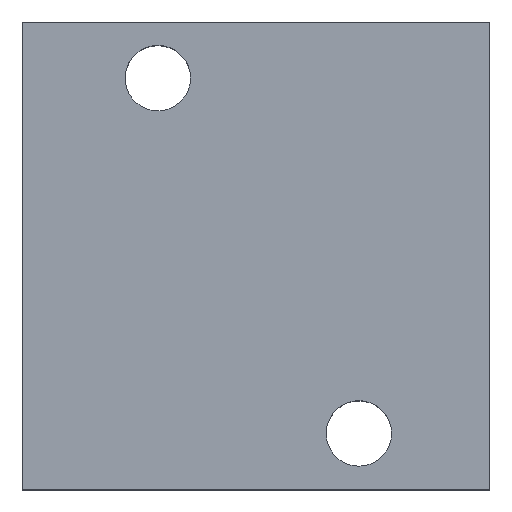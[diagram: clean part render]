
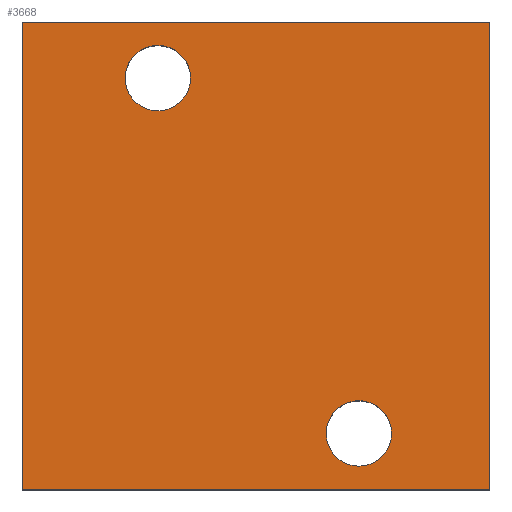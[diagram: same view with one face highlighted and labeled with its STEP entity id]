
A CAD part, top view. The second image highlights one B-rep face of the part: STEP entity #3668.
In plain terms, the highlighted planar face has unit normal (0, 0, 1).
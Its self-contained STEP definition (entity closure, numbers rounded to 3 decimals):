
#1 = DIRECTION ( 'NONE',  ( 1., 0., 0. ) ) ;
#46 = DIRECTION ( 'NONE',  ( 0., 0., -1. ) ) ;
#211 = ORIENTED_EDGE ( 'NONE', *, *, #3938, .T. ) ;
#384 = CARTESIAN_POINT ( 'NONE',  ( -25., -25., 30. ) ) ;
#397 = CARTESIAN_POINT ( 'NONE',  ( 25., 25., 30. ) ) ;
#441 = VERTEX_POINT ( 'NONE', #2237 ) ;
#559 = LINE ( 'NONE', #1408, #2972 ) ;
#565 = EDGE_CURVE ( 'NONE', #5005, #2640, #3194, .T. ) ;
#601 = VECTOR ( 'NONE', #1, 1000. ) ;
#664 = ORIENTED_EDGE ( 'NONE', *, *, #2689, .T. ) ;
#722 = DIRECTION ( 'NONE',  ( -1., 0., 0. ) ) ;
#728 = CARTESIAN_POINT ( 'NONE',  ( -10.5, 19., 30. ) ) ;
#773 = DIRECTION ( 'NONE',  ( 0., 0., -1. ) ) ;
#780 = FACE_BOUND ( 'NONE', #4139, .T. ) ;
#858 = CARTESIAN_POINT ( 'NONE',  ( 0., 0., 30. ) ) ;
#971 = DIRECTION ( 'NONE',  ( -1., 0., 0. ) ) ;
#1186 = DIRECTION ( 'NONE',  ( -1., 0., 0. ) ) ;
#1205 = CARTESIAN_POINT ( 'NONE',  ( 25., -25., 30. ) ) ;
#1281 = EDGE_CURVE ( 'NONE', #2913, #4162, #2741, .T. ) ;
#1401 = CARTESIAN_POINT ( 'NONE',  ( 14.5, -19., 30. ) ) ;
#1408 = CARTESIAN_POINT ( 'NONE',  ( 25., -25., 30. ) ) ;
#1460 = DIRECTION ( 'NONE',  ( 0., 1., 0. ) ) ;
#1631 = AXIS2_PLACEMENT_3D ( 'NONE', #858, #773, #2543 ) ;
#1648 = LINE ( 'NONE', #5143, #3669 ) ;
#1679 = DIRECTION ( 'NONE',  ( -1., 0., 0. ) ) ;
#1720 = ORIENTED_EDGE ( 'NONE', *, *, #5002, .T. ) ;
#1752 = LINE ( 'NONE', #4656, #3949 ) ;
#1948 = CARTESIAN_POINT ( 'NONE',  ( 11., -19., 30. ) ) ;
#1957 = FACE_OUTER_BOUND ( 'NONE', #4748, .T. ) ;
#1973 = DIRECTION ( 'NONE',  ( 0., -1., 0. ) ) ;
#1997 = AXIS2_PLACEMENT_3D ( 'NONE', #4336, #2132, #1679 ) ;
#2132 = DIRECTION ( 'NONE',  ( 0., 0., -1. ) ) ;
#2236 = AXIS2_PLACEMENT_3D ( 'NONE', #1948, #2847, #971 ) ;
#2237 = CARTESIAN_POINT ( 'NONE',  ( -25., 25., 30. ) ) ;
#2388 = ORIENTED_EDGE ( 'NONE', *, *, #565, .T. ) ;
#2543 = DIRECTION ( 'NONE',  ( -1., 0., 0. ) ) ;
#2572 = CIRCLE ( 'NONE', #4916, 3.5 ) ;
#2640 = VERTEX_POINT ( 'NONE', #3456 ) ;
#2658 = FACE_BOUND ( 'NONE', #4566, .T. ) ;
#2689 = EDGE_CURVE ( 'NONE', #4162, #4725, #559, .T. ) ;
#2741 = LINE ( 'NONE', #3834, #601 ) ;
#2847 = DIRECTION ( 'NONE',  ( 0., 0., -1. ) ) ;
#2913 = VERTEX_POINT ( 'NONE', #384 ) ;
#2972 = VECTOR ( 'NONE', #1460, 1000. ) ;
#3020 = VERTEX_POINT ( 'NONE', #1401 ) ;
#3051 = EDGE_CURVE ( 'NONE', #3020, #4784, #2572, .T. ) ;
#3194 = CIRCLE ( 'NONE', #4527, 3.5 ) ;
#3456 = CARTESIAN_POINT ( 'NONE',  ( -7., 19., 30. ) ) ;
#3531 = PLANE ( 'NONE',  #1631 ) ;
#3534 = CIRCLE ( 'NONE', #2236, 3.5 ) ;
#3600 = DIRECTION ( 'NONE',  ( 0., 0., -1. ) ) ;
#3668 = ADVANCED_FACE ( 'NONE', ( #780, #2658, #1957 ), #3531, .F. ) ;
#3669 = VECTOR ( 'NONE', #4960, 1000. ) ;
#3834 = CARTESIAN_POINT ( 'NONE',  ( -25., -25., 30. ) ) ;
#3916 = EDGE_CURVE ( 'NONE', #4725, #441, #1648, .T. ) ;
#3920 = CARTESIAN_POINT ( 'NONE',  ( 7.5, -19., 30. ) ) ;
#3938 = EDGE_CURVE ( 'NONE', #4784, #3020, #3534, .T. ) ;
#3949 = VECTOR ( 'NONE', #1973, 1000. ) ;
#4139 = EDGE_LOOP ( 'NONE', ( #211, #4701 ) ) ;
#4141 = EDGE_CURVE ( 'NONE', #2640, #5005, #4347, .T. ) ;
#4162 = VERTEX_POINT ( 'NONE', #1205 ) ;
#4199 = ORIENTED_EDGE ( 'NONE', *, *, #1281, .T. ) ;
#4286 = ORIENTED_EDGE ( 'NONE', *, *, #3916, .T. ) ;
#4336 = CARTESIAN_POINT ( 'NONE',  ( -10.5, 19., 30. ) ) ;
#4347 = CIRCLE ( 'NONE', #1997, 3.5 ) ;
#4363 = CARTESIAN_POINT ( 'NONE',  ( 11., -19., 30. ) ) ;
#4527 = AXIS2_PLACEMENT_3D ( 'NONE', #728, #3600, #1186 ) ;
#4566 = EDGE_LOOP ( 'NONE', ( #2388, #4670 ) ) ;
#4573 = CARTESIAN_POINT ( 'NONE',  ( -14., 19., 30. ) ) ;
#4656 = CARTESIAN_POINT ( 'NONE',  ( -25., -25., 30. ) ) ;
#4670 = ORIENTED_EDGE ( 'NONE', *, *, #4141, .T. ) ;
#4701 = ORIENTED_EDGE ( 'NONE', *, *, #3051, .T. ) ;
#4725 = VERTEX_POINT ( 'NONE', #397 ) ;
#4748 = EDGE_LOOP ( 'NONE', ( #664, #4286, #1720, #4199 ) ) ;
#4784 = VERTEX_POINT ( 'NONE', #3920 ) ;
#4916 = AXIS2_PLACEMENT_3D ( 'NONE', #4363, #46, #722 ) ;
#4960 = DIRECTION ( 'NONE',  ( -1., 0., 0. ) ) ;
#5002 = EDGE_CURVE ( 'NONE', #441, #2913, #1752, .T. ) ;
#5005 = VERTEX_POINT ( 'NONE', #4573 ) ;
#5143 = CARTESIAN_POINT ( 'NONE',  ( -25., 25., 30. ) ) ;
